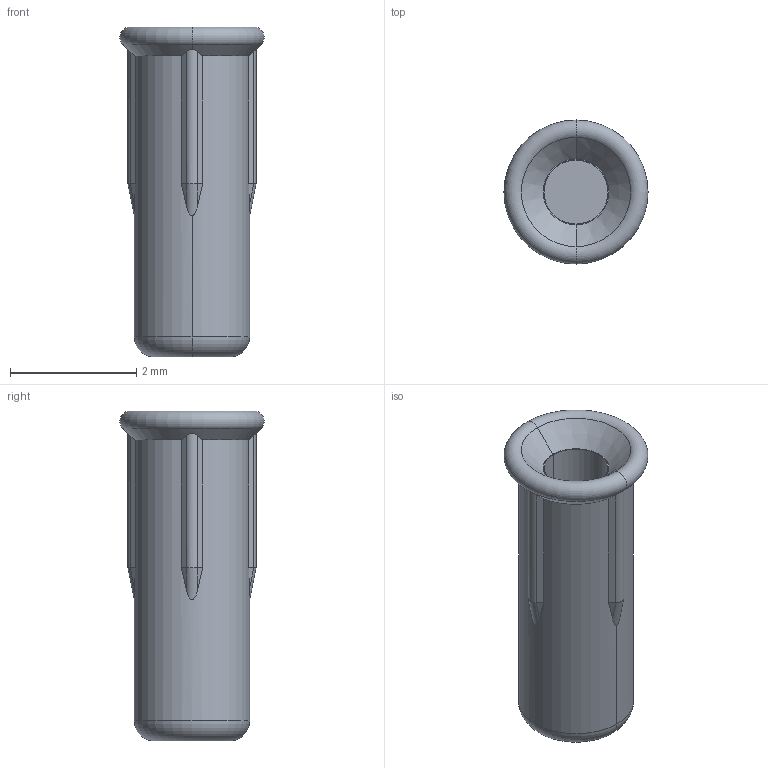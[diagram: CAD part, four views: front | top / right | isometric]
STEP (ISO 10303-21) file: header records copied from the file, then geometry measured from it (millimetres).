
FILE_DESCRIPTION((''),'2;1');
FILE_NAME('C-5645518-1','2008-12-06T',('workeradm'),('Tyco Electronics Corporation'),'PRO/ENGINEER BY PARAMETRIC TECHNOLOGY CORPORATION, 2005450','PRO/ENGINEER BY PARAMETRIC TECHNOLOGY CORPORATION, 2005450','');
FILE_SCHEMA(('CONFIG_CONTROL_DESIGN', 'GEOMETRIC_VALIDATION_PROPERTIES_MIM'));
Length unit declared in the file: millimetre
Products named in the file (1): C-5645518-1
Bounding box: 2.28 x 2.28 x 5.23 mm (x, y, z)
Volume: 12.8 mm3; surface area: 41.1 mm2
Topology: 1 solids, 1 shells, 39 faces, 94 edges, 58 vertices
Faces by surface type: plane 19, cylinder 12, cone 4, torus 4
Entity records: 1381 total; most frequent: CARTESIAN_POINT 390, ORIENTED_EDGE 188, DIRECTION 162, EDGE_CURVE 94, COLOUR_RGB 64, AXIS2_PLACEMENT_3D 61, VERTEX_POINT 58, VECTOR 40
